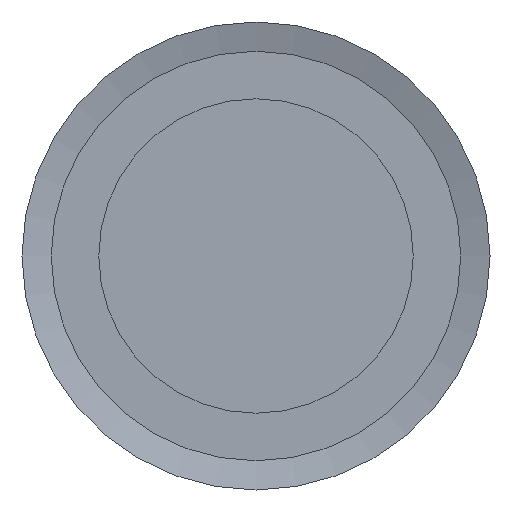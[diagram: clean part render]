
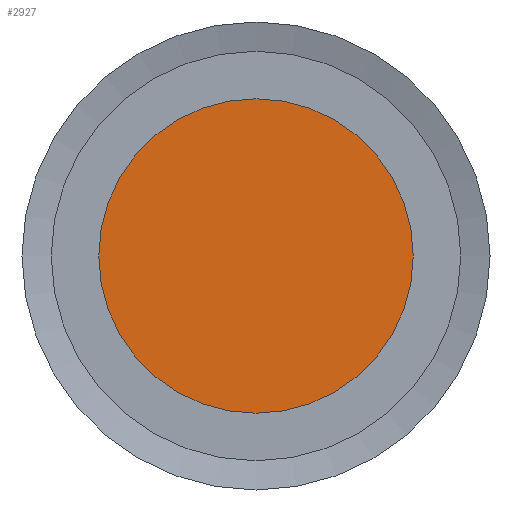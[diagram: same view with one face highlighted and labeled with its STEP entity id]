
A CAD part, left-side view. The second image highlights one B-rep face of the part: STEP entity #2927.
In plain terms, the highlighted planar face has unit normal (-1, 0, 0).
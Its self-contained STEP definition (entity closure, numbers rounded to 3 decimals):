
#924=VERTEX_POINT('',#5061);
#1128=CIRCLE('',#3285,10.75);
#1560=EDGE_CURVE('',#924,#924,#1128,.T.);
#2269=ORIENTED_EDGE('',*,*,#1560,.F.);
#2611=EDGE_LOOP('',(#2269));
#2771=FACE_BOUND('',#2611,.T.);
#2927=ADVANCED_FACE('',(#2771),#5123,.F.);
#3284=AXIS2_PLACEMENT_3D('',#5059,#4164,$);
#3285=AXIS2_PLACEMENT_3D('',#5060,#4165,#4166);
#4164=DIRECTION('',(1.,0.,0.));
#4165=DIRECTION('',(1.,0.,0.));
#4166=DIRECTION('',(0.,0.,-10.75));
#5059=CARTESIAN_POINT('',(0.,0.,0.));
#5060=CARTESIAN_POINT('',(0.,0.,0.));
#5061=CARTESIAN_POINT('',(0.,0.,-10.75));
#5123=PLANE('',#3284);
